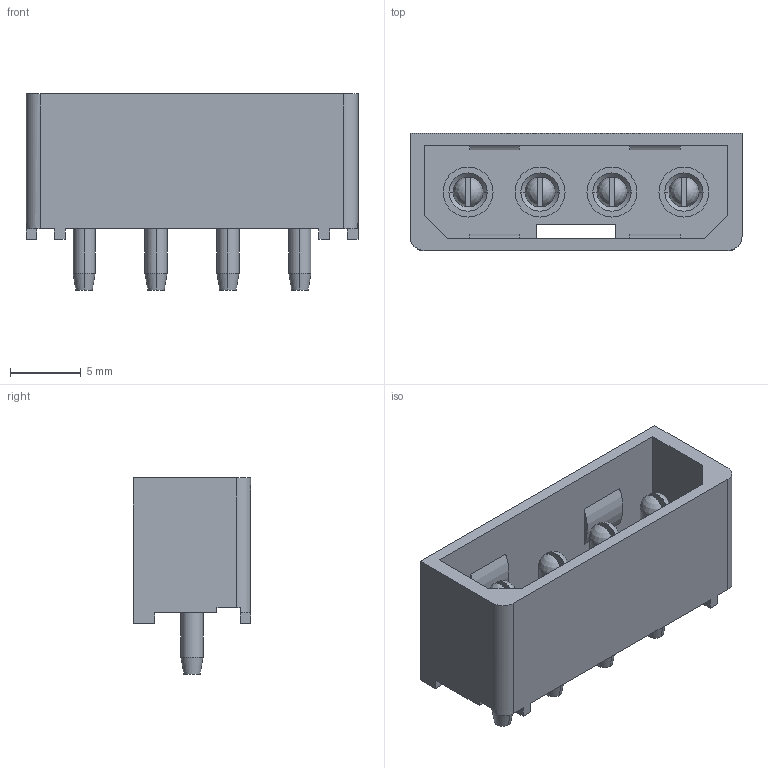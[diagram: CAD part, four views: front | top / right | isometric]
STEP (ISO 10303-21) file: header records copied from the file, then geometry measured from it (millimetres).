
FILE_DESCRIPTION(('FreeCAD Model'),'2;1');
FILE_NAME( 'power.step', '2019-01-31T20:59:20',('Author'),(''), 'Open CASCADE STEP processor 7.2','FreeCAD','Unknown');
FILE_SCHEMA(('AUTOMOTIVE_DESIGN { 1 0 10303 214 1 1 1 1 }'));
Length unit declared in the file: millimetre
Products named in the file (1): _5_24_4745
Bounding box: 23.44 x 8.28 x 13.85 mm (x, y, z)
Surface area: 1753.9 mm2 (no closed solid volume)
Topology: 0 solids, 116 shells, 116 faces, 612 edges, 652 vertices
Faces by surface type: extrusion 62, revolution 54
Entity records: 8036 total; most frequent: CARTESIAN_POINT 1435, DIRECTION 1082, ORIENTED_EDGE 572, EDGE_CURVE 572, VERTEX_POINT 572, VECTOR 554, LINE 492, AXIS2_PLACEMENT_3D 237
